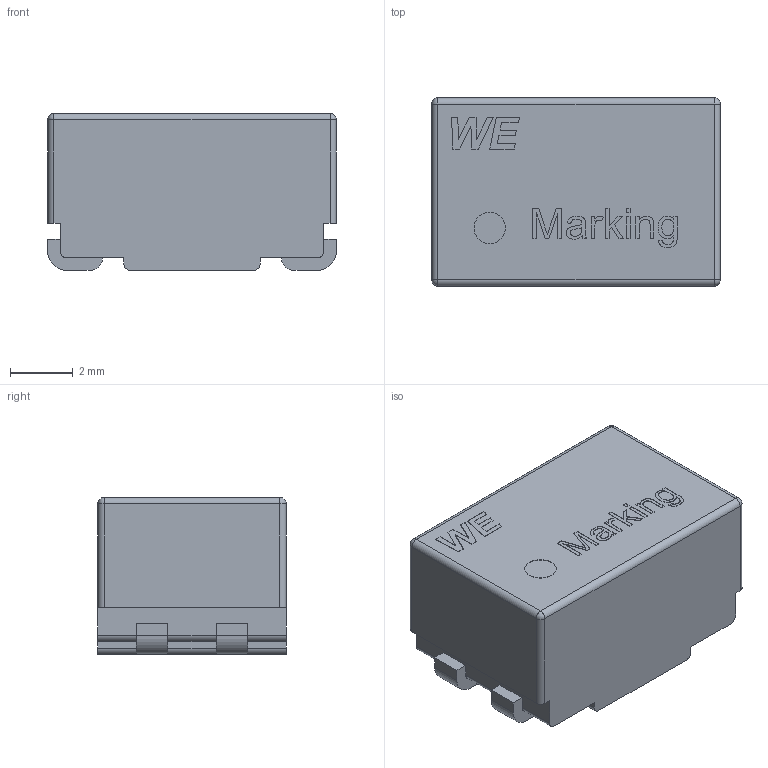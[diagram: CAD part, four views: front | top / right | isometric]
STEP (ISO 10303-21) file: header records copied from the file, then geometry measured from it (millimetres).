
FILE_DESCRIPTION(/* description */ ('Unknown'),/* implementation_level */ '2;1');
FILE_NAME(/* name */ 'L_Wurth_WE-SL2-74422x',/* time_stamp */ '2025-06-05T13:47:47+08:00',/* author */ ('Unknown'),/* organization */ ('Unknown'),/* preprocessor_version */ 'ST-DEVELOPER v19.4',/* originating_system */ 'Solid Edge',/* authorisation */ 'Unknown');
FILE_SCHEMA (('AUTOMOTIVE_DESIGN {1 0 10303 214 3 1 1}'));
Length unit declared in the file: millimetre
Products named in the file (2): L_Wurth_WE-SL2-74422x
Assembly tree (1 placements, depth 2):
  L_Wurth_WE-SL2-74422x
    L_Wurth_WE-SL2-74422x
Bounding box: 9.2 x 6 x 5 mm (x, y, z)
Volume: 185.6 mm3; surface area: 462 mm2
Topology: 5 solids, 5 shells, 211 faces, 547 edges, 358 vertices
Faces by surface type: plane 164, cylinder 30, bspline 13, sphere 4
Full cylindrical faces by diameter (mm): 1 x1, 2 x1
Entity records: 8032 total; most frequent: CARTESIAN_POINT 2049, ORIENTED_EDGE 1080, DIRECTION 817, EDGE_CURVE 540, VERTEX_POINT 358, LINE 305, VECTOR 305, AXIS2_PLACEMENT_3D 256
